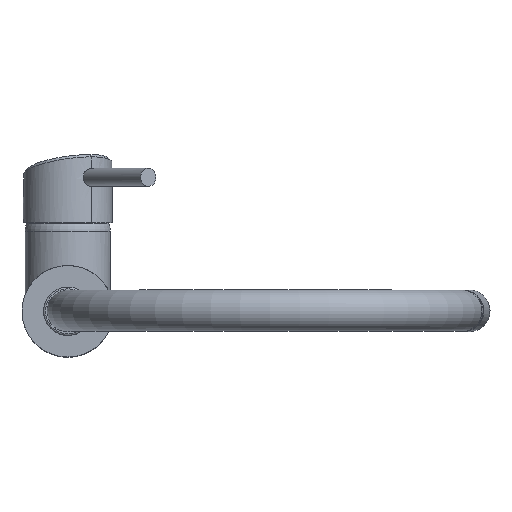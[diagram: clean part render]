
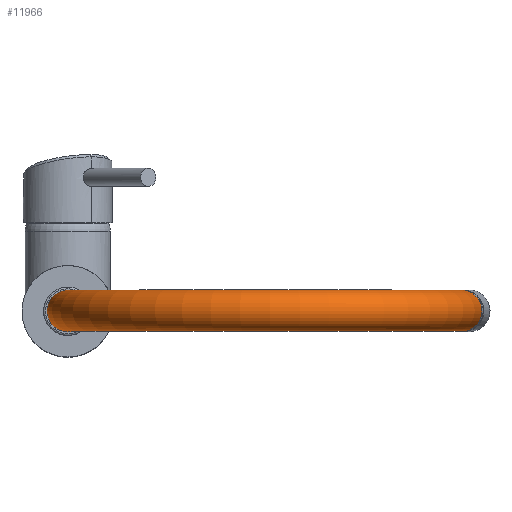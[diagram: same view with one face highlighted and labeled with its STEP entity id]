
A CAD part, top view. The second image highlights one B-rep face of the part: STEP entity #11966.
In plain terms, the highlighted toroidal (fillet/blend) face has major radius 110.5 mm and minor radius 11.5 mm.
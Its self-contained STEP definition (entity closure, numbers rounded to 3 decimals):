
#134=TOROIDAL_SURFACE('',#13146,110.5,11.5);
#712=CIRCLE('',#13145,11.5);
#713=CIRCLE('',#13147,11.5);
#6784=ORIENTED_EDGE('',*,*,#8527,.T.);
#6785=ORIENTED_EDGE('',*,*,#8528,.F.);
#8527=EDGE_CURVE('',#9668,#9668,#712,.F.);
#8528=EDGE_CURVE('',#9669,#9669,#713,.F.);
#9668=VERTEX_POINT('',#21133);
#9669=VERTEX_POINT('',#21136);
#10482=EDGE_LOOP('',(#6784));
#10483=EDGE_LOOP('',(#6785));
#11188=FACE_BOUND('',#10482,.T.);
#11189=FACE_BOUND('',#10483,.T.);
#11966=ADVANCED_FACE('',(#11188,#11189),#134,.T.);
#13145=AXIS2_PLACEMENT_3D('',#21132,#16503,#16504);
#13146=AXIS2_PLACEMENT_3D('',#21134,#16505,#16506);
#13147=AXIS2_PLACEMENT_3D('',#21135,#16507,#16508);
#16503=DIRECTION('',(0.,0.,-1.));
#16504=DIRECTION('',(1.,0.,0.));
#16505=DIRECTION('',(0.,-1.,0.));
#16506=DIRECTION('',(0.,0.,-1.));
#16507=DIRECTION('',(-0.174,0.,0.985));
#16508=DIRECTION('',(-0.985,0.,-0.174));
#21132=CARTESIAN_POINT('',(0.,0.,
231.5));
#21133=CARTESIAN_POINT('',(11.5,0.,231.5));
#21134=CARTESIAN_POINT('',(110.5,0.,231.5));
#21135=CARTESIAN_POINT('',(219.321,0.,250.688));
#21136=CARTESIAN_POINT('',(207.996,0.,248.691));
